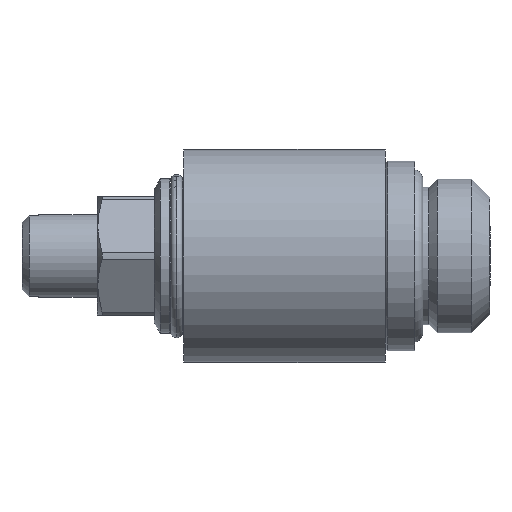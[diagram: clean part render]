
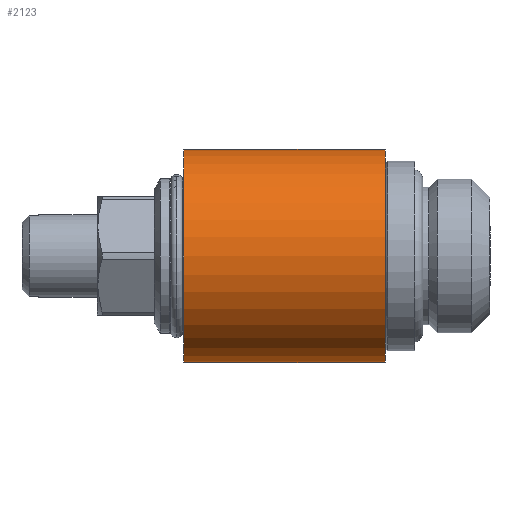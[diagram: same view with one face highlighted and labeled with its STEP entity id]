
A CAD part, left-side view. The second image highlights one B-rep face of the part: STEP entity #2123.
In plain terms, the highlighted cylindrical face has radius 9 mm (diameter 18 mm), a partial arc.
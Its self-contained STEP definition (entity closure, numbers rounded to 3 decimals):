
#701 = DIRECTION ( 'NONE',  ( 0., 1., 0. ) ) ;
#715 = CYLINDRICAL_SURFACE ( 'NONE', #729, 9. ) ;
#728 = DIRECTION ( 'NONE',  ( 0., 0., 1. ) ) ;
#729 = AXIS2_PLACEMENT_3D ( 'NONE', #753, #701, #728 ) ;
#745 = CARTESIAN_POINT ( 'NONE',  ( 0., 9.2, 9. ) ) ;
#753 = CARTESIAN_POINT ( 'NONE',  ( 0., 32.286, 0. ) ) ;
#989 = DIRECTION ( 'NONE',  ( 0., 0., -1. ) ) ;
#991 = DIRECTION ( 'NONE',  ( 0., -1., 0. ) ) ;
#992 = CARTESIAN_POINT ( 'NONE',  ( 0., 26.2, 0. ) ) ;
#994 = AXIS2_PLACEMENT_3D ( 'NONE', #992, #991, #989 ) ;
#1003 = CIRCLE ( 'NONE', #994, 9. ) ;
#1225 = DIRECTION ( 'NONE',  ( 0., 1., 0. ) ) ;
#1253 = DIRECTION ( 'NONE',  ( 0., 0., 1. ) ) ;
#1254 = AXIS2_PLACEMENT_3D ( 'NONE', #1258, #1225, #1253 ) ;
#1258 = CARTESIAN_POINT ( 'NONE',  ( 0., 9.2, 0. ) ) ;
#1259 = CIRCLE ( 'NONE', #1254, 9. ) ;
#1260 = FACE_OUTER_BOUND ( 'NONE', #2102, .T. ) ;
#2081 = ORIENTED_EDGE ( 'NONE', *, *, #3495, .T. ) ;
#2082 = ORIENTED_EDGE ( 'NONE', *, *, #2083, .T. ) ;
#2083 = EDGE_CURVE ( 'NONE', #3515, #3491, #1003, .T. ) ;
#2102 = EDGE_LOOP ( 'NONE', ( #2121, #2106, #2081, #2082 ) ) ;
#2106 = ORIENTED_EDGE ( 'NONE', *, *, #2116, .T. ) ;
#2116 = EDGE_CURVE ( 'NONE', #3535, #3558, #1259, .T. ) ;
#2121 = ORIENTED_EDGE ( 'NONE', *, *, #3528, .F. ) ;
#2123 = ADVANCED_FACE ( 'NONE', ( #1260 ), #715, .T. ) ;
#3185 = CARTESIAN_POINT ( 'NONE',  ( 0., 26.2, -9. ) ) ;
#3190 = DIRECTION ( 'NONE',  ( 0., 1., 0. ) ) ;
#3191 = VECTOR ( 'NONE', #3190, 1000. ) ;
#3192 = CARTESIAN_POINT ( 'NONE',  ( 0., 32.286, 9. ) ) ;
#3193 = LINE ( 'NONE', #3192, #3191 ) ;
#3246 = CARTESIAN_POINT ( 'NONE',  ( 0., 26.2, 9. ) ) ;
#3252 = DIRECTION ( 'NONE',  ( 0., 1., 0. ) ) ;
#3253 = VECTOR ( 'NONE', #3252, 1000. ) ;
#3254 = CARTESIAN_POINT ( 'NONE',  ( 0., 32.286, -9. ) ) ;
#3255 = LINE ( 'NONE', #3254, #3253 ) ;
#3269 = CARTESIAN_POINT ( 'NONE',  ( 0., 9.2, -9. ) ) ;
#3491 = VERTEX_POINT ( 'NONE', #3185 ) ;
#3495 = EDGE_CURVE ( 'NONE', #3558, #3515, #3193, .T. ) ;
#3515 = VERTEX_POINT ( 'NONE', #3246 ) ;
#3528 = EDGE_CURVE ( 'NONE', #3535, #3491, #3255, .T. ) ;
#3535 = VERTEX_POINT ( 'NONE', #3269 ) ;
#3558 = VERTEX_POINT ( 'NONE', #745 ) ;
